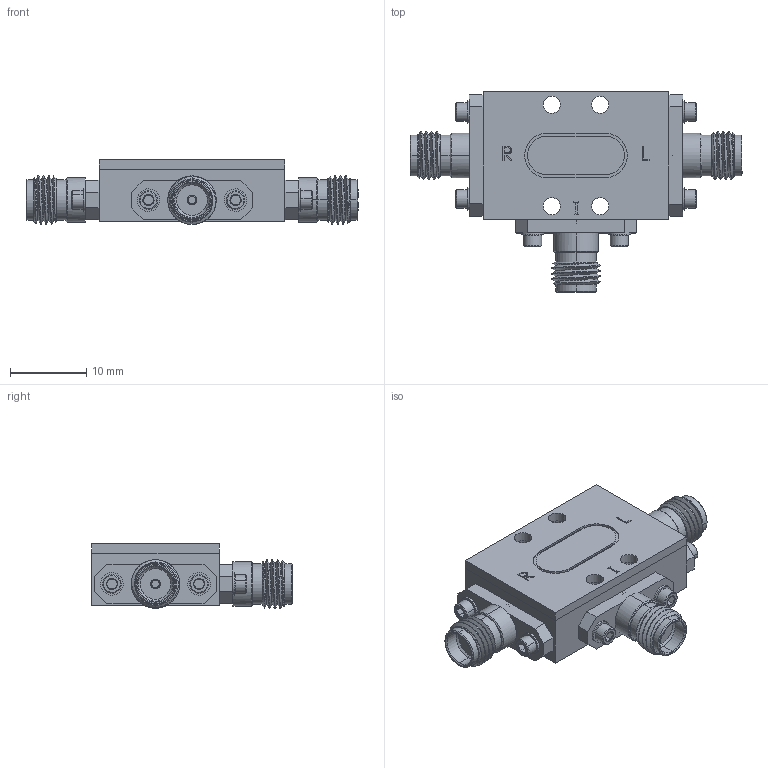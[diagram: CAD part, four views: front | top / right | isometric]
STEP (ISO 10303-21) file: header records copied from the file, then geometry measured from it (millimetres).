
FILE_DESCRIPTION (( 'STEP AP214' ), '1' );
FILE_NAME ('FMMX1031_3D.step', '2025-08-14T16:12:29', ( '' ), ( '' ), 'SwSTEP 2.0', 'SolidWorks 2022', '' );
FILE_SCHEMA (( 'AUTOMOTIVE_DESIGN' ));
Length unit declared in the file: inch
Products named in the file (17): FMMX102917_1; FMMX10299_1; FMMX102918_1; FMMX1031_3D; FMMX10292_2; FMMX102912_1; FMMX10298_1; FMMX102919_1; FMMX10294_1; FMMX102914_1; FMMX10295_1; FMMX102922_1; FMMX1029_2; FMMX10293_1; FMMX10296_1; FMMX102916_1; FMMX102921_1
Assembly tree (16 placements, depth 3):
  FMMX1031_3D
    FMMX1029_2
      FMMX10292_2
      FMMX10293_1
      FMMX10294_1
      FMMX10295_1
      FMMX10296_1
      FMMX10298_1
      FMMX10299_1
      FMMX102912_1
      FMMX102914_1
      FMMX102916_1
      FMMX102917_1
      FMMX102918_1
      FMMX102919_1
      FMMX102921_1
      FMMX102922_1
Bounding box: 43.54 x 26.34 x 8.48 mm (x, y, z)
Volume: 4117.3 mm3; surface area: 4477.3 mm2
Topology: 16 solids, 16 shells, 722 faces, 1824 edges, 1177 vertices
Faces by surface type: cylinder 374, plane 188, cone 122, bspline 38
Entity records: 41349 total; most frequent: CARTESIAN_POINT 15327, ORIENTED_EDGE 3648, DIRECTION 2979, EDGE_CURVE 1824, VERTEX_POINT 1177, AXIS2_PLACEMENT_3D 1130, EDGE_LOOP 803, UNCERTAINTY_MEASURE_WITH_UNIT 770
